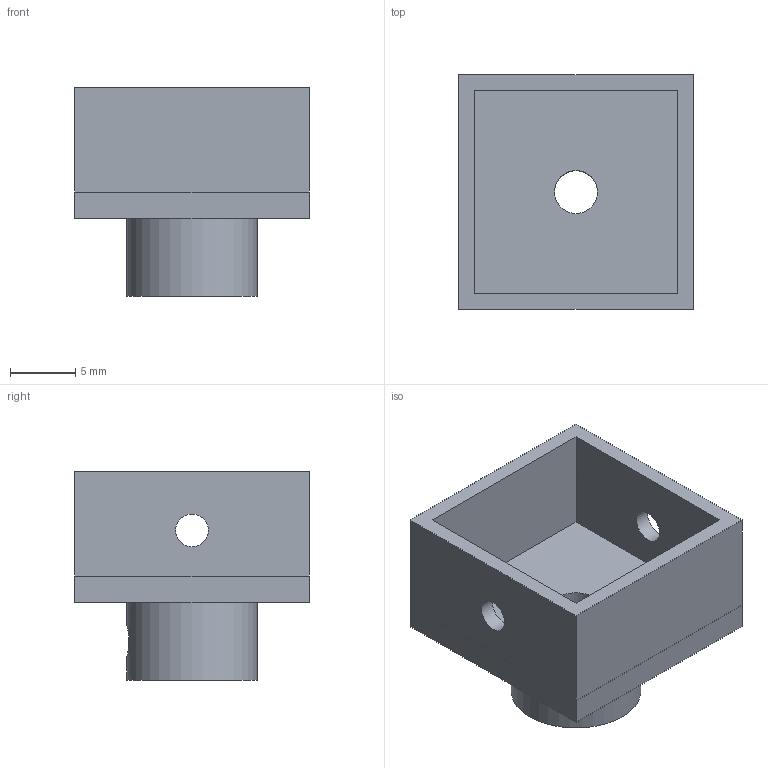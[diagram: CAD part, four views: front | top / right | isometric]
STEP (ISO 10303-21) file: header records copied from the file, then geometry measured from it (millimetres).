
FILE_DESCRIPTION(('FreeCAD Model'),'2;1');
FILE_NAME('Open CASCADE Shape Model','2022-07-04T20:39:28',(''),(''), 'Open CASCADE STEP processor 7.6','FreeCAD','Unknown');
FILE_SCHEMA(('AUTOMOTIVE_DESIGN { 1 0 10303 214 1 1 1 1 }'));
Length unit declared in the file: millimetre
Products named in the file (1): outer_cap
Bounding box: 18 x 18 x 16 mm (x, y, z)
Volume: 1667.3 mm3; surface area: 2138.2 mm2
Topology: 1 solids, 1 shells, 21 faces, 47 edges, 30 vertices
Faces by surface type: plane 16, cylinder 5
Full cylindrical faces by diameter (mm): 2.5 x3, 3.3 x1, 10 x1
Entity records: 1664 total; most frequent: CARTESIAN_POINT 661, DIRECTION 181, LINE 119, VECTOR 119, ORIENTED_EDGE 94, PCURVE 94, DEFINITIONAL_REPRESENTATION 94, EDGE_CURVE 47
